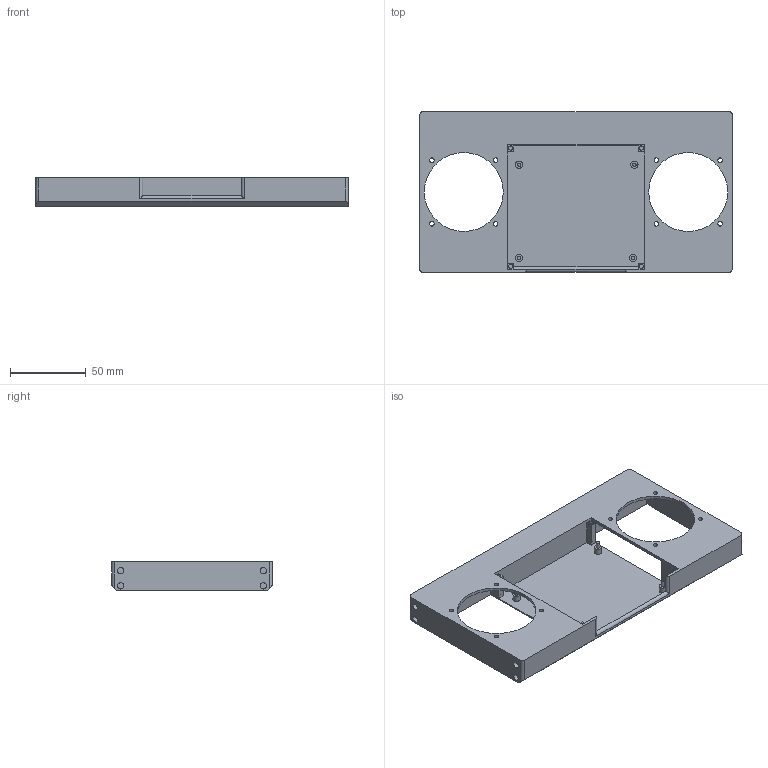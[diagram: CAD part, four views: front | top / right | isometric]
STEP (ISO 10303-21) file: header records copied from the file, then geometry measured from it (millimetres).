
FILE_DESCRIPTION(/* description */ (''),/* implementation_level */ '2;1');
FILE_NAME(/* name */ 'speaker-panel.step',/* time_stamp */ '2025-10-01T00:40:10-04:00',/* author */ (''),/* organization */ (''),/* preprocessor_version */ 'ST-DEVELOPER v20.1',/* originating_system */ 'Autodesk Translation Framework v14.10.0.0',/* authorisation */ '');
FILE_SCHEMA (('AUTOMOTIVE_DESIGN { 1 0 10303 214 3 1 1 }'));
Length unit declared in the file: millimetre
Products named in the file (1): 2025-09-02-03-35-40-997
Bounding box: 206 x 106 x 19 mm (x, y, z)
Volume: 136807.1 mm3; surface area: 57432.1 mm2
Topology: 1 solids, 1 shells, 96 faces, 224 edges, 147 vertices
Faces by surface type: plane 59, cylinder 37
Full cylindrical faces by diameter (mm): 2.2 x4, 2.8 x4, 3 x8, 4.2 x8, 4.8 x4, 52 x2
Entity records: 2823 total; most frequent: DIRECTION 490, CARTESIAN_POINT 468, ORIENTED_EDGE 448, EDGE_CURVE 224, AXIS2_PLACEMENT_3D 169, LINE 152, VECTOR 152, VERTEX_POINT 147
